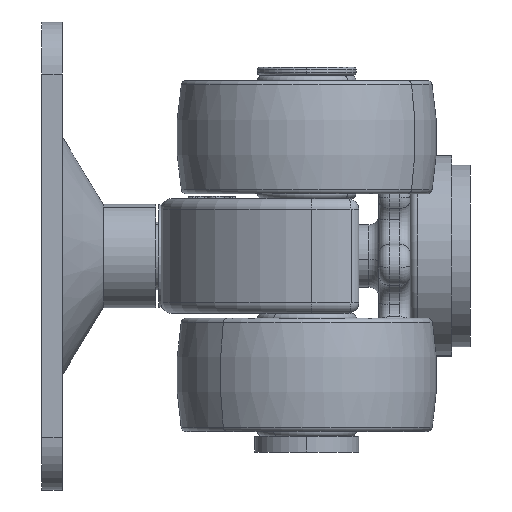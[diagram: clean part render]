
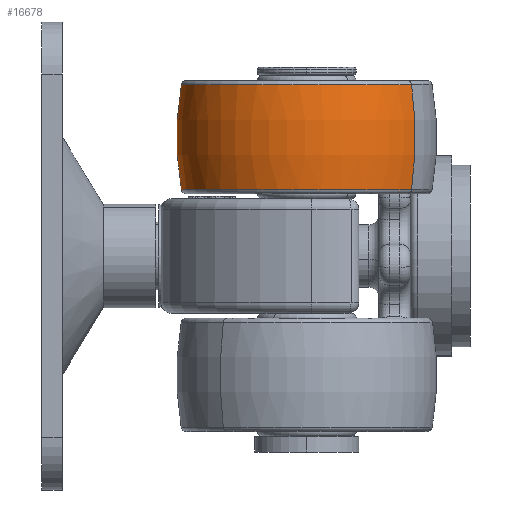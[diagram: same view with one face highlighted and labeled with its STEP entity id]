
A CAD part, left-side view. The second image highlights one B-rep face of the part: STEP entity #16678.
In plain terms, the highlighted toroidal (fillet/blend) face has major radius 34.89 mm and minor radius 59.89 mm.
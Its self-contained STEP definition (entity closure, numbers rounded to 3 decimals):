
#179 = ORIENTED_EDGE ( 'NONE', *, *, #17952, .F. ) ;
#862 = CARTESIAN_POINT ( 'NONE',  ( -20., 10., 32.918 ) ) ;
#1494 = CIRCLE ( 'NONE', #1875, 59.89 ) ;
#1505 = ORIENTED_EDGE ( 'NONE', *, *, #7206, .F. ) ;
#1697 = EDGE_CURVE ( 'NONE', #10243, #15371, #14070, .T. ) ;
#1875 = AXIS2_PLACEMENT_3D ( 'NONE', #6870, #17586, #8387 ) ;
#1969 = ORIENTED_EDGE ( 'NONE', *, *, #10868, .T. ) ;
#2360 = DIRECTION ( 'NONE',  ( 0.551, 0.834, 0. ) ) ;
#3956 = EDGE_LOOP ( 'NONE', ( #14054, #1969, #1505, #179 ) ) ;
#4585 = AXIS2_PLACEMENT_3D ( 'NONE', #14025, #4903, #15574 ) ;
#4903 = DIRECTION ( 'NONE',  ( -0.834, 0.551, 0. ) ) ;
#5099 = TOROIDAL_SURFACE ( 'NONE', #8998, -34.89, 59.89 ) ;
#5259 = DIRECTION ( 'NONE',  ( 0.551, 0.834, 0. ) ) ;
#6377 = CARTESIAN_POINT ( 'NONE',  ( -6.694, 30.151, 32.918 ) ) ;
#6430 = CARTESIAN_POINT ( 'NONE',  ( -33.306, -10.151, 32.918 ) ) ;
#6870 = CARTESIAN_POINT ( 'NONE',  ( -39.225, -19.116, 22.85 ) ) ;
#7206 = EDGE_CURVE ( 'NONE', #15334, #15362, #14153, .T. ) ;
#7477 = CARTESIAN_POINT ( 'NONE',  ( -6.694, 30.151, 12.782 ) ) ;
#8241 = AXIS2_PLACEMENT_3D ( 'NONE', #862, #11475, #2360 ) ;
#8387 = DIRECTION ( 'NONE',  ( 0.551, 0.834, 0. ) ) ;
#8998 = AXIS2_PLACEMENT_3D ( 'NONE', #11337, #17240, #5259 ) ;
#10125 = FACE_OUTER_BOUND ( 'NONE', #3956, .T. ) ;
#10243 = VERTEX_POINT ( 'NONE', #7477 ) ;
#10868 = EDGE_CURVE ( 'NONE', #15371, #15362, #16293, .T. ) ;
#11095 = AXIS2_PLACEMENT_3D ( 'NONE', #14048, #13882, #14198 ) ;
#11337 = CARTESIAN_POINT ( 'NONE',  ( -20., 10., 22.85 ) ) ;
#11475 = DIRECTION ( 'NONE',  ( 0., 0., 1. ) ) ;
#13882 = DIRECTION ( 'NONE',  ( 0., 0., 1. ) ) ;
#14010 = CARTESIAN_POINT ( 'NONE',  ( -33.306, -10.151, 12.782 ) ) ;
#14025 = CARTESIAN_POINT ( 'NONE',  ( -0.775, 39.116, 22.85 ) ) ;
#14048 = CARTESIAN_POINT ( 'NONE',  ( -20., 10., 12.782 ) ) ;
#14054 = ORIENTED_EDGE ( 'NONE', *, *, #1697, .T. ) ;
#14070 = CIRCLE ( 'NONE', #11095, 24.148 ) ;
#14153 = CIRCLE ( 'NONE', #8241, 24.148 ) ;
#14198 = DIRECTION ( 'NONE',  ( 0.551, 0.834, 0. ) ) ;
#15334 = VERTEX_POINT ( 'NONE', #6377 ) ;
#15362 = VERTEX_POINT ( 'NONE', #6430 ) ;
#15371 = VERTEX_POINT ( 'NONE', #14010 ) ;
#15574 = DIRECTION ( 'NONE',  ( -0.551, -0.834, 0. ) ) ;
#16293 = CIRCLE ( 'NONE', #4585, 59.89 ) ;
#16678 = ADVANCED_FACE ( 'NONE', ( #10125 ), #5099, .T. ) ;
#17240 = DIRECTION ( 'NONE',  ( 0., 0., 1. ) ) ;
#17586 = DIRECTION ( 'NONE',  ( 0.834, -0.551, 0. ) ) ;
#17952 = EDGE_CURVE ( 'NONE', #10243, #15334, #1494, .T. ) ;
